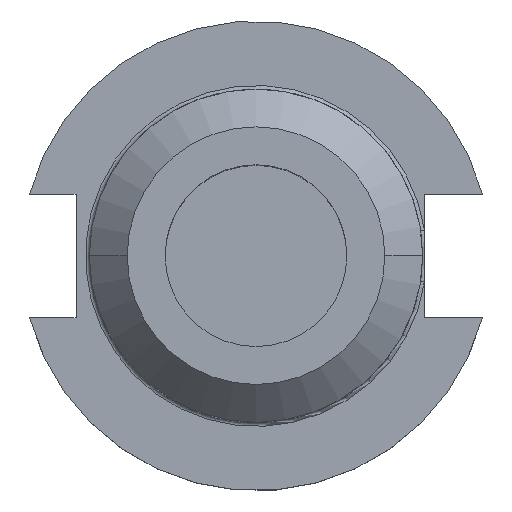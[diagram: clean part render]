
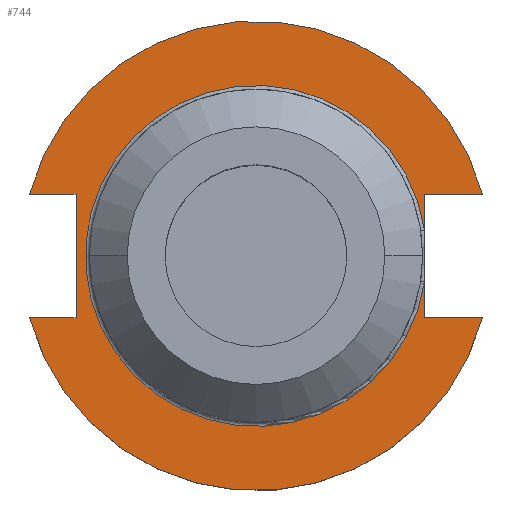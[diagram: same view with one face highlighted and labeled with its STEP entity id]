
A CAD part, top view. The second image highlights one B-rep face of the part: STEP entity #744.
In plain terms, the highlighted planar face has unit normal (0, 0, 1).
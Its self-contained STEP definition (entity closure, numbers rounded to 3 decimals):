
#33 = ORIENTED_EDGE ( 'NONE', *, *, #838, .F. ) ;
#112 = CIRCLE ( 'NONE', #168, 49.212 ) ;
#115 = DIRECTION ( 'NONE',  ( 0., 0., 1. ) ) ;
#128 = DIRECTION ( 'NONE',  ( 0., -1., 0. ) ) ;
#134 = LINE ( 'NONE', #1142, #841 ) ;
#147 = PLANE ( 'NONE',  #970 ) ;
#168 = AXIS2_PLACEMENT_3D ( 'NONE', #674, #992, #542 ) ;
#194 = CARTESIAN_POINT ( 'NONE',  ( 47.477, 12.954, 19.05 ) ) ;
#219 = EDGE_CURVE ( 'NONE', #1031, #627, #112, .T. ) ;
#269 = CARTESIAN_POINT ( 'NONE',  ( 35.306, -5.455, 19.05 ) ) ;
#270 = EDGE_CURVE ( 'NONE', #1125, #339, #1398, .T. ) ;
#289 = EDGE_LOOP ( 'NONE', ( #668, #1234, #1439, #33, #706, #445, #1238, #1276, #1305, #941 ) ) ;
#307 = LINE ( 'NONE', #378, #1624 ) ;
#336 = VERTEX_POINT ( 'NONE', #269 ) ;
#339 = VERTEX_POINT ( 'NONE', #928 ) ;
#378 = CARTESIAN_POINT ( 'NONE',  ( 35.306, 12.954, 19.05 ) ) ;
#380 = VECTOR ( 'NONE', #128, 1000. ) ;
#409 = VECTOR ( 'NONE', #1248, 1000. ) ;
#445 = ORIENTED_EDGE ( 'NONE', *, *, #1283, .F. ) ;
#504 = DIRECTION ( 'NONE',  ( 0., -1., 0. ) ) ;
#534 = AXIS2_PLACEMENT_3D ( 'NONE', #1148, #115, #1651 ) ;
#542 = DIRECTION ( 'NONE',  ( 1., 0., 0. ) ) ;
#618 = CARTESIAN_POINT ( 'NONE',  ( -63.719, -12.954, 19.05 ) ) ;
#626 = CARTESIAN_POINT ( 'NONE',  ( 35.306, -12.954, 19.05 ) ) ;
#627 = VERTEX_POINT ( 'NONE', #1109 ) ;
#637 = DIRECTION ( 'NONE',  ( 0., 1., 0. ) ) ;
#668 = ORIENTED_EDGE ( 'NONE', *, *, #1299, .F. ) ;
#674 = CARTESIAN_POINT ( 'NONE',  ( 0., 0., 19.05 ) ) ;
#695 = EDGE_CURVE ( 'NONE', #983, #756, #872, .T. ) ;
#702 = CIRCLE ( 'NONE', #1293, 35.725 ) ;
#706 = ORIENTED_EDGE ( 'NONE', *, *, #219, .T. ) ;
#717 = VERTEX_POINT ( 'NONE', #1158 ) ;
#735 = VECTOR ( 'NONE', #754, 1000. ) ;
#744 = ADVANCED_FACE ( 'NONE', ( #1122 ), #147, .T. ) ;
#754 = DIRECTION ( 'NONE',  ( 1., 0., 0. ) ) ;
#756 = VERTEX_POINT ( 'NONE', #795 ) ;
#773 = DIRECTION ( 'NONE',  ( 0., 0., -1. ) ) ;
#780 = EDGE_CURVE ( 'NONE', #1244, #1193, #1085, .T. ) ;
#795 = CARTESIAN_POINT ( 'NONE',  ( 47.477, -12.954, 19.05 ) ) ;
#797 = LINE ( 'NONE', #892, #1420 ) ;
#806 = EDGE_CURVE ( 'NONE', #336, #339, #702, .T. ) ;
#838 = EDGE_CURVE ( 'NONE', #1031, #1125, #307, .T. ) ;
#841 = VECTOR ( 'NONE', #504, 1000. ) ;
#872 = CIRCLE ( 'NONE', #534, 49.212 ) ;
#892 = CARTESIAN_POINT ( 'NONE',  ( -63.719, 12.954, 19.05 ) ) ;
#928 = CARTESIAN_POINT ( 'NONE',  ( 35.306, 5.455, 19.05 ) ) ;
#935 = DIRECTION ( 'NONE',  ( 1., 0., 0. ) ) ;
#941 = ORIENTED_EDGE ( 'NONE', *, *, #1083, .F. ) ;
#968 = CARTESIAN_POINT ( 'NONE',  ( -47.477, -12.954, 19.05 ) ) ;
#970 = AXIS2_PLACEMENT_3D ( 'NONE', #1436, #1297, #935 ) ;
#983 = VERTEX_POINT ( 'NONE', #968 ) ;
#992 = DIRECTION ( 'NONE',  ( 0., 0., 1. ) ) ;
#1031 = VERTEX_POINT ( 'NONE', #194 ) ;
#1044 = VECTOR ( 'NONE', #637, 1000. ) ;
#1067 = CARTESIAN_POINT ( 'NONE',  ( -37.719, -12.954, 19.05 ) ) ;
#1083 = EDGE_CURVE ( 'NONE', #717, #756, #1445, .T. ) ;
#1085 = LINE ( 'NONE', #1645, #1044 ) ;
#1100 = LINE ( 'NONE', #618, #409 ) ;
#1109 = CARTESIAN_POINT ( 'NONE',  ( -47.477, 12.954, 19.05 ) ) ;
#1122 = FACE_OUTER_BOUND ( 'NONE', #289, .T. ) ;
#1125 = VERTEX_POINT ( 'NONE', #1395 ) ;
#1142 = CARTESIAN_POINT ( 'NONE',  ( 35.306, 12.954, 19.05 ) ) ;
#1148 = CARTESIAN_POINT ( 'NONE',  ( 0., 0., 19.05 ) ) ;
#1158 = CARTESIAN_POINT ( 'NONE',  ( 35.306, -12.954, 19.05 ) ) ;
#1193 = VERTEX_POINT ( 'NONE', #1429 ) ;
#1234 = ORIENTED_EDGE ( 'NONE', *, *, #806, .T. ) ;
#1238 = ORIENTED_EDGE ( 'NONE', *, *, #780, .F. ) ;
#1244 = VERTEX_POINT ( 'NONE', #1067 ) ;
#1248 = DIRECTION ( 'NONE',  ( 1., 0., 0. ) ) ;
#1264 = DIRECTION ( 'NONE',  ( -1., 0., 0. ) ) ;
#1276 = ORIENTED_EDGE ( 'NONE', *, *, #1545, .F. ) ;
#1283 = EDGE_CURVE ( 'NONE', #1193, #627, #797, .T. ) ;
#1293 = AXIS2_PLACEMENT_3D ( 'NONE', #1520, #773, #1652 ) ;
#1297 = DIRECTION ( 'NONE',  ( 0., 0., 1. ) ) ;
#1299 = EDGE_CURVE ( 'NONE', #336, #717, #134, .T. ) ;
#1305 = ORIENTED_EDGE ( 'NONE', *, *, #695, .T. ) ;
#1312 = CARTESIAN_POINT ( 'NONE',  ( 35.306, 12.954, 19.05 ) ) ;
#1395 = CARTESIAN_POINT ( 'NONE',  ( 35.306, 12.954, 19.05 ) ) ;
#1398 = LINE ( 'NONE', #1312, #380 ) ;
#1420 = VECTOR ( 'NONE', #1264, 1000. ) ;
#1429 = CARTESIAN_POINT ( 'NONE',  ( -37.719, 12.954, 19.05 ) ) ;
#1436 = CARTESIAN_POINT ( 'NONE',  ( 0., 49.212, 19.05 ) ) ;
#1439 = ORIENTED_EDGE ( 'NONE', *, *, #270, .F. ) ;
#1445 = LINE ( 'NONE', #626, #735 ) ;
#1520 = CARTESIAN_POINT ( 'NONE',  ( 0., 0., 19.05 ) ) ;
#1530 = DIRECTION ( 'NONE',  ( -1., 0., 0. ) ) ;
#1545 = EDGE_CURVE ( 'NONE', #983, #1244, #1100, .T. ) ;
#1624 = VECTOR ( 'NONE', #1530, 1000. ) ;
#1645 = CARTESIAN_POINT ( 'NONE',  ( -37.719, 12.954, 19.05 ) ) ;
#1651 = DIRECTION ( 'NONE',  ( 1., 0., 0. ) ) ;
#1652 = DIRECTION ( 'NONE',  ( 1., 0., 0. ) ) ;
